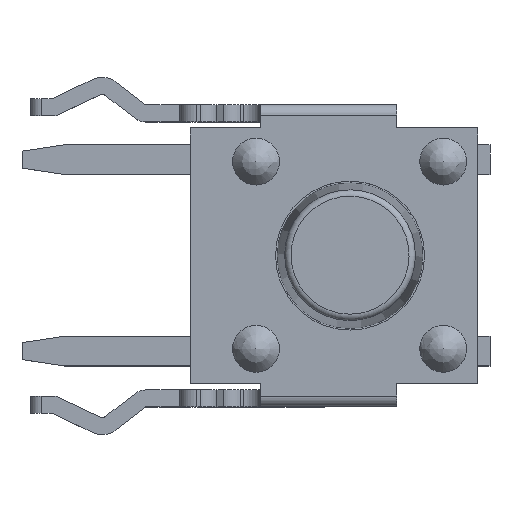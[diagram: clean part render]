
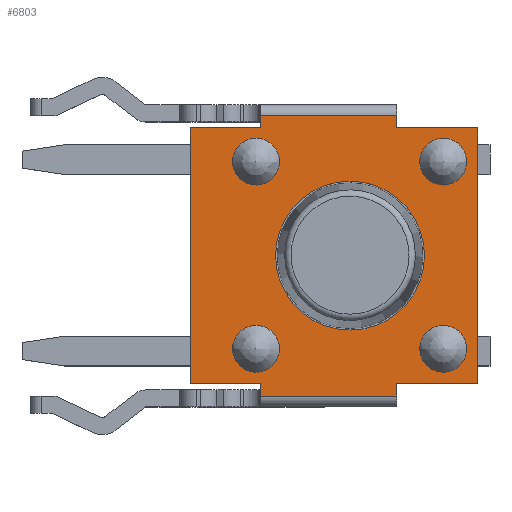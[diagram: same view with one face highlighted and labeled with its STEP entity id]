
A CAD part, top view. The second image highlights one B-rep face of the part: STEP entity #6803.
In plain terms, the highlighted planar face has unit normal (0, 0, 1).
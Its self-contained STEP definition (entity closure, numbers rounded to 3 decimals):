
#5241=CARTESIAN_POINT('',(-2.1,-3.3,0.4));
#5242=VERTEX_POINT('',#5241);
#5250=CARTESIAN_POINT('',(-2.1,-3.,0.4));
#5251=VERTEX_POINT('',#5250);
#5252=CARTESIAN_POINT('',(-2.1,-3.3,0.4));
#5253=DIRECTION('',(0.0,1.0,0.0));
#5254=VECTOR('',#5253,0.3);
#5255=LINE('',#5252,#5254);
#5256=EDGE_CURVE('',#5242,#5251,#5255,.T.);
#5546=CARTESIAN_POINT('',(1.1,-3.3,0.4));
#5547=VERTEX_POINT('',#5546);
#5555=CARTESIAN_POINT('',(1.1,-3.3,0.4));
#5556=DIRECTION('',(-1.0,0.0,0.0));
#5557=VECTOR('',#5556,3.2);
#5558=LINE('',#5555,#5557);
#5559=EDGE_CURVE('',#5547,#5242,#5558,.T.);
#5613=CARTESIAN_POINT('',(1.1,-3.,0.4));
#5614=VERTEX_POINT('',#5613);
#5621=CARTESIAN_POINT('',(1.1,-3.,0.4));
#5622=DIRECTION('',(0.0,-1.0,0.0));
#5623=VECTOR('',#5622,0.3);
#5624=LINE('',#5621,#5623);
#5625=EDGE_CURVE('',#5614,#5547,#5624,.T.);
#5635=CARTESIAN_POINT('',(-2.1,3.3,0.4));
#5636=VERTEX_POINT('',#5635);
#5644=CARTESIAN_POINT('',(1.1,3.3,0.4));
#5645=VERTEX_POINT('',#5644);
#5646=CARTESIAN_POINT('',(-2.1,3.3,0.4));
#5647=DIRECTION('',(1.0,0.0,0.0));
#5648=VECTOR('',#5647,3.2);
#5649=LINE('',#5646,#5648);
#5650=EDGE_CURVE('',#5636,#5645,#5649,.T.);
#5669=CARTESIAN_POINT('',(1.1,3.0,0.4));
#5670=VERTEX_POINT('',#5669);
#5671=CARTESIAN_POINT('',(1.1,3.3,0.4));
#5672=DIRECTION('',(0.0,-1.0,0.0));
#5673=VECTOR('',#5672,0.3);
#5674=LINE('',#5671,#5673);
#5675=EDGE_CURVE('',#5645,#5670,#5674,.T.);
#6684=CARTESIAN_POINT('',(-0.385,0.,0.4));
#6685=DIRECTION('',(0.0,0.0,1.0));
#6686=DIRECTION('',(1.0,0.0,0.0));
#6687=AXIS2_PLACEMENT_3D('',#6684,#6685,#6686);
#6688=PLANE('',#6687);
#6689=ORIENTED_EDGE('',*,*,#5559,.F.);
#6690=ORIENTED_EDGE('',*,*,#5625,.F.);
#6691=CARTESIAN_POINT('',(3.,-3.,0.4));
#6692=VERTEX_POINT('',#6691);
#6693=CARTESIAN_POINT('',(3.,-3.,0.4));
#6694=DIRECTION('',(-1.0,0.0,0.0));
#6695=VECTOR('',#6694,1.9);
#6696=LINE('',#6693,#6695);
#6697=EDGE_CURVE('',#6692,#5614,#6696,.T.);
#6698=ORIENTED_EDGE('',*,*,#6697,.F.);
#6699=CARTESIAN_POINT('',(3.,3.0,0.4));
#6700=VERTEX_POINT('',#6699);
#6701=CARTESIAN_POINT('',(3.,3.0,0.4));
#6702=DIRECTION('',(0.0,-1.0,0.0));
#6703=VECTOR('',#6702,6.0);
#6704=LINE('',#6701,#6703);
#6705=EDGE_CURVE('',#6700,#6692,#6704,.T.);
#6706=ORIENTED_EDGE('',*,*,#6705,.F.);
#6707=CARTESIAN_POINT('',(1.1,3.0,0.4));
#6708=DIRECTION('',(1.0,0.0,0.0));
#6709=VECTOR('',#6708,1.9);
#6710=LINE('',#6707,#6709);
#6711=EDGE_CURVE('',#5670,#6700,#6710,.T.);
#6712=ORIENTED_EDGE('',*,*,#6711,.F.);
#6713=ORIENTED_EDGE('',*,*,#5675,.F.);
#6714=ORIENTED_EDGE('',*,*,#5650,.F.);
#6715=CARTESIAN_POINT('',(-2.1,3.,0.4));
#6716=VERTEX_POINT('',#6715);
#6717=CARTESIAN_POINT('',(-2.1,3.3,0.4));
#6718=DIRECTION('',(0.0,-1.0,0.0));
#6719=VECTOR('',#6718,0.3);
#6720=LINE('',#6717,#6719);
#6721=EDGE_CURVE('',#5636,#6716,#6720,.T.);
#6722=ORIENTED_EDGE('',*,*,#6721,.T.);
#6723=CARTESIAN_POINT('',(-3.75,3.,0.4));
#6724=VERTEX_POINT('',#6723);
#6725=CARTESIAN_POINT('',(-3.75,3.,0.4));
#6726=DIRECTION('',(1.0,0.0,0.0));
#6727=VECTOR('',#6726,1.65);
#6728=LINE('',#6725,#6727);
#6729=EDGE_CURVE('',#6724,#6716,#6728,.T.);
#6730=ORIENTED_EDGE('',*,*,#6729,.F.);
#6731=CARTESIAN_POINT('',(-3.75,-3.,0.4));
#6732=VERTEX_POINT('',#6731);
#6733=CARTESIAN_POINT('',(-3.75,-3.,0.4));
#6734=DIRECTION('',(0.0,1.0,0.0));
#6735=VECTOR('',#6734,6.);
#6736=LINE('',#6733,#6735);
#6737=EDGE_CURVE('',#6732,#6724,#6736,.T.);
#6738=ORIENTED_EDGE('',*,*,#6737,.F.);
#6739=CARTESIAN_POINT('',(-2.1,-3.,0.4));
#6740=DIRECTION('',(-1.0,0.0,0.0));
#6741=VECTOR('',#6740,1.65);
#6742=LINE('',#6739,#6741);
#6743=EDGE_CURVE('',#5251,#6732,#6742,.T.);
#6744=ORIENTED_EDGE('',*,*,#6743,.F.);
#6745=ORIENTED_EDGE('',*,*,#5256,.F.);
#6746=EDGE_LOOP('',(#6689,#6690,#6698,#6706,#6712,#6713,#6714,#6722,#6730,#6738,#6744,#6745));
#6747=FACE_OUTER_BOUND('',#6746,.T.);
#6748=CARTESIAN_POINT('',(1.75,0.,0.4));
#6749=VERTEX_POINT('',#6748);
#6750=CARTESIAN_POINT('',(0.0,0.0,0.4));
#6751=DIRECTION('',(0.0,0.0,-1.0));
#6752=DIRECTION('',(-1.0,0.0,0.0));
#6753=AXIS2_PLACEMENT_3D('',#6750,#6751,#6752);
#6754=CIRCLE('',#6753,1.75);
#6755=EDGE_CURVE('',#6749,#6749,#6754,.T.);
#6756=ORIENTED_EDGE('',*,*,#6755,.T.);
#6757=EDGE_LOOP('',(#6756));
#6758=FACE_BOUND('',#6757,.T.);
#6759=CARTESIAN_POINT('',(-1.825,2.2,0.4));
#6760=VERTEX_POINT('',#6759);
#6761=CARTESIAN_POINT('',(-2.2,2.2,0.4));
#6762=DIRECTION('',(0.0,0.0,-1.0));
#6763=DIRECTION('',(-1.0,0.0,0.0));
#6764=AXIS2_PLACEMENT_3D('',#6761,#6762,#6763);
#6765=CIRCLE('',#6764,0.375);
#6766=EDGE_CURVE('',#6760,#6760,#6765,.T.);
#6767=ORIENTED_EDGE('',*,*,#6766,.T.);
#6768=EDGE_LOOP('',(#6767));
#6769=FACE_BOUND('',#6768,.T.);
#6770=CARTESIAN_POINT('',(-1.825,-2.2,0.4));
#6771=VERTEX_POINT('',#6770);
#6772=CARTESIAN_POINT('',(-2.2,-2.2,0.4));
#6773=DIRECTION('',(0.0,0.0,-1.0));
#6774=DIRECTION('',(-1.0,0.0,0.0));
#6775=AXIS2_PLACEMENT_3D('',#6772,#6773,#6774);
#6776=CIRCLE('',#6775,0.375);
#6777=EDGE_CURVE('',#6771,#6771,#6776,.T.);
#6778=ORIENTED_EDGE('',*,*,#6777,.T.);
#6779=EDGE_LOOP('',(#6778));
#6780=FACE_BOUND('',#6779,.T.);
#6781=CARTESIAN_POINT('',(2.575,2.2,0.4));
#6782=VERTEX_POINT('',#6781);
#6783=CARTESIAN_POINT('',(2.2,2.2,0.4));
#6784=DIRECTION('',(0.0,0.0,-1.0));
#6785=DIRECTION('',(-1.0,0.0,0.0));
#6786=AXIS2_PLACEMENT_3D('',#6783,#6784,#6785);
#6787=CIRCLE('',#6786,0.375);
#6788=EDGE_CURVE('',#6782,#6782,#6787,.T.);
#6789=ORIENTED_EDGE('',*,*,#6788,.T.);
#6790=EDGE_LOOP('',(#6789));
#6791=FACE_BOUND('',#6790,.T.);
#6792=CARTESIAN_POINT('',(2.575,-2.2,0.4));
#6793=VERTEX_POINT('',#6792);
#6794=CARTESIAN_POINT('',(2.2,-2.2,0.4));
#6795=DIRECTION('',(0.0,0.0,-1.0));
#6796=DIRECTION('',(-1.0,0.0,0.0));
#6797=AXIS2_PLACEMENT_3D('',#6794,#6795,#6796);
#6798=CIRCLE('',#6797,0.375);
#6799=EDGE_CURVE('',#6793,#6793,#6798,.T.);
#6800=ORIENTED_EDGE('',*,*,#6799,.T.);
#6801=EDGE_LOOP('',(#6800));
#6802=FACE_BOUND('',#6801,.T.);
#6803=ADVANCED_FACE('',(#6747,#6758,#6769,#6780,#6791,#6802),#6688,.T.);
